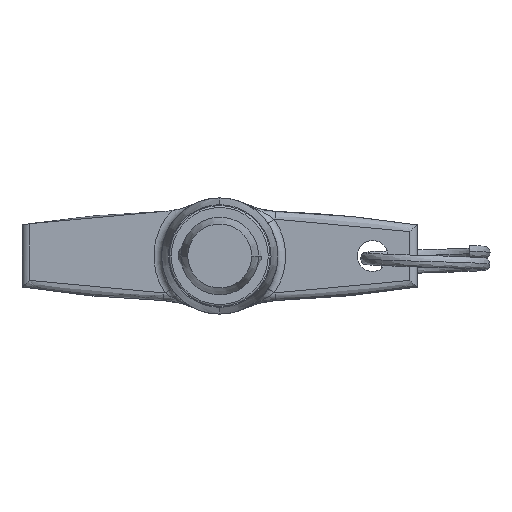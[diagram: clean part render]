
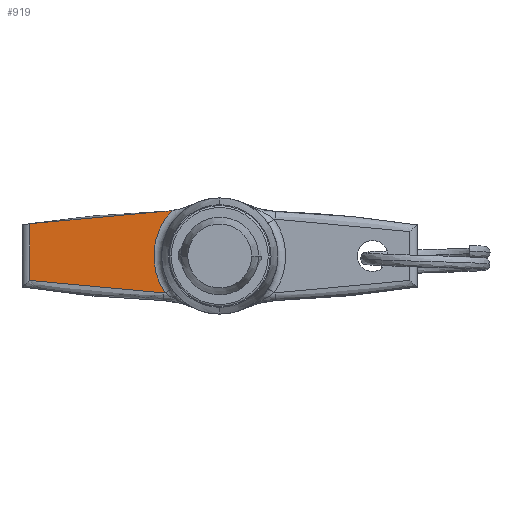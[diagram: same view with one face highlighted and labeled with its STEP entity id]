
A CAD part, front view. The second image highlights one B-rep face of the part: STEP entity #919.
In plain terms, the highlighted planar face has unit normal (0, -1, 0).
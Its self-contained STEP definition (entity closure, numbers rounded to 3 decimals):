
#42 = CARTESIAN_POINT ( 'NONE',  ( 0., 0., 0. ) ) ;
#84 = B_SPLINE_CURVE_WITH_KNOTS ( 'NONE', 3,
 ( #2361, #1331, #4106, #3028, #2309, #3683 ),
 .UNSPECIFIED., .F., .F.,
 ( 4, 2, 4 ),
 ( 0., 0.009, 0.017 ),
 .UNSPECIFIED. ) ;
#149 = DIRECTION ( 'NONE',  ( 0., 1., 0. ) ) ;
#304 = EDGE_CURVE ( 'NONE', #4393, #4079, #1258, .T. ) ;
#354 = CARTESIAN_POINT ( 'NONE',  ( -7.632, 0., 15.748 ) ) ;
#636 = CARTESIAN_POINT ( 'NONE',  ( -7.632, 0., -15.748 ) ) ;
#649 = ORIENTED_EDGE ( 'NONE', *, *, #304, .T. ) ;
#753 = ORIENTED_EDGE ( 'NONE', *, *, #3657, .T. ) ;
#919 = ADVANCED_FACE ( 'NONE', ( #1215 ), #3540, .F. ) ;
#1037 = CARTESIAN_POINT ( 'NONE',  ( -24.5, 0., -3.148 ) ) ;
#1058 = EDGE_CURVE ( 'NONE', #4303, #1176, #2148, .T. ) ;
#1081 = CARTESIAN_POINT ( 'NONE',  ( -19.151, 0., 4.995 ) ) ;
#1176 = VERTEX_POINT ( 'NONE', #1542 ) ;
#1178 = CARTESIAN_POINT ( 'NONE',  ( -24.5, 0., 6. ) ) ;
#1215 = FACE_OUTER_BOUND ( 'NONE', #1601, .T. ) ;
#1243 = AXIS2_PLACEMENT_3D ( 'NONE', #636, #1912, #3314 ) ;
#1258 = CIRCLE ( 'NONE', #3738, 10. ) ;
#1331 = CARTESIAN_POINT ( 'NONE',  ( -21.637, 0., -3.599 ) ) ;
#1384 = ORIENTED_EDGE ( 'NONE', *, *, #4252, .T. ) ;
#1437 = EDGE_CURVE ( 'NONE', #4079, #2962, #2676, .T. ) ;
#1542 = CARTESIAN_POINT ( 'NONE',  ( -7.04, 0., -4.764 ) ) ;
#1601 = EDGE_LOOP ( 'NONE', ( #2298, #1384, #753, #3391, #3105, #649 ) ) ;
#1656 = DIRECTION ( 'NONE',  ( 0., 0., 1. ) ) ;
#1768 = LINE ( 'NONE', #1178, #4121 ) ;
#1798 = AXIS2_PLACEMENT_3D ( 'NONE', #3188, #149, #2844 ) ;
#1832 = DIRECTION ( 'NONE',  ( 0., 0., -1. ) ) ;
#1880 = CARTESIAN_POINT ( 'NONE',  ( -7.247, 0., 5.755 ) ) ;
#1896 = AXIS2_PLACEMENT_3D ( 'NONE', #42, #3680, #1656 ) ;
#1912 = DIRECTION ( 'NONE',  ( 0., 1., 0. ) ) ;
#1916 = CARTESIAN_POINT ( 'NONE',  ( -6.16, 0., 5.857 ) ) ;
#2057 = DIRECTION ( 'NONE',  ( 0., 1., 0. ) ) ;
#2148 = CIRCLE ( 'NONE', #1243, 11. ) ;
#2298 = ORIENTED_EDGE ( 'NONE', *, *, #1437, .T. ) ;
#2309 = CARTESIAN_POINT ( 'NONE',  ( -10.104, 0., -4.644 ) ) ;
#2361 = CARTESIAN_POINT ( 'NONE',  ( -24.5, 0., -3.148 ) ) ;
#2480 = DIRECTION ( 'NONE',  ( 0., 0., 1. ) ) ;
#2676 = B_SPLINE_CURVE_WITH_KNOTS ( 'NONE', 3,
 ( #3139, #4162, #1081, #3808 ),
 .UNSPECIFIED., .F., .F.,
 ( 4, 4 ),
 ( 0.638, 0.979 ),
 .UNSPECIFIED. ) ;
#2829 = CARTESIAN_POINT ( 'NONE',  ( -7.209, 0., -4.756 ) ) ;
#2844 = DIRECTION ( 'NONE',  ( 0., 0., 1. ) ) ;
#2898 = EDGE_CURVE ( 'NONE', #1176, #4393, #3397, .T. ) ;
#2962 = VERTEX_POINT ( 'NONE', #3005 ) ;
#3005 = CARTESIAN_POINT ( 'NONE',  ( -24.5, 0., 4.161 ) ) ;
#3028 = CARTESIAN_POINT ( 'NONE',  ( -12.994, 0., -4.464 ) ) ;
#3105 = ORIENTED_EDGE ( 'NONE', *, *, #2898, .T. ) ;
#3139 = CARTESIAN_POINT ( 'NONE',  ( -7.247, 0., 5.755 ) ) ;
#3188 = CARTESIAN_POINT ( 'NONE',  ( -25.5, 0., 6. ) ) ;
#3288 = VERTEX_POINT ( 'NONE', #1037 ) ;
#3314 = DIRECTION ( 'NONE',  ( 0., 0., 1. ) ) ;
#3391 = ORIENTED_EDGE ( 'NONE', *, *, #1058, .T. ) ;
#3397 = CIRCLE ( 'NONE', #1896, 8.5 ) ;
#3540 = PLANE ( 'NONE',  #1798 ) ;
#3657 = EDGE_CURVE ( 'NONE', #3288, #4303, #84, .T. ) ;
#3680 = DIRECTION ( 'NONE',  ( 0., 1., 0. ) ) ;
#3683 = CARTESIAN_POINT ( 'NONE',  ( -7.209, 0., -4.756 ) ) ;
#3738 = AXIS2_PLACEMENT_3D ( 'NONE', #354, #2057, #2480 ) ;
#3808 = CARTESIAN_POINT ( 'NONE',  ( -24.5, 0., 4.161 ) ) ;
#4079 = VERTEX_POINT ( 'NONE', #1880 ) ;
#4106 = CARTESIAN_POINT ( 'NONE',  ( -18.759, 0., -3.941 ) ) ;
#4121 = VECTOR ( 'NONE', #1832, 1000. ) ;
#4162 = CARTESIAN_POINT ( 'NONE',  ( -13.268, 0., 5.523 ) ) ;
#4252 = EDGE_CURVE ( 'NONE', #2962, #3288, #1768, .T. ) ;
#4303 = VERTEX_POINT ( 'NONE', #2829 ) ;
#4393 = VERTEX_POINT ( 'NONE', #1916 ) ;
